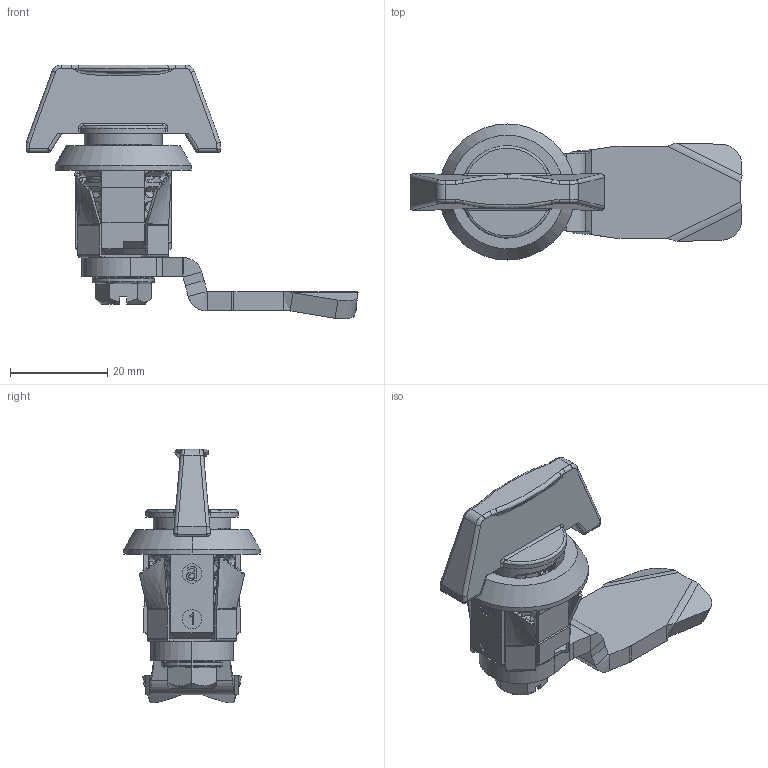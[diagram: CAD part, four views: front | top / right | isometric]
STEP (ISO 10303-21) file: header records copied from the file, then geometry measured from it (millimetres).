
FILE_DESCRIPTION (( 'STEP AP203' ), '1' );
FILE_NAME ('KY19.K.1.2.64.0 KLÝPSLÝ KROM.STEP', '2022-05-30T06:36:02', ( '' ), ( '' ), 'SwSTEP 2.0', 'SolidWorks 2021', '' );
FILE_SCHEMA (( 'CONFIG_CONTROL_DESIGN' ));
Length unit declared in the file: millimetre
Products named in the file (1): KY19.K.1.2.64.0 KLÝPSLÝ KROM
Bounding box: 68.31 x 28 x 52.25 mm (x, y, z)
Surface area: 9652.5 mm2 (no closed solid volume)
Topology: 0 solids, 29 shells, 533 faces, 1577 edges, 1038 vertices
Faces by surface type: plane 230, bspline 130, cylinder 87, cone 72, sphere 8, torus 6
Entity records: 24223 total; most frequent: CARTESIAN_POINT 11899, ORIENTED_EDGE 2654, DIRECTION 1945, EDGE_CURVE 1569, VERTEX_POINT 1038, VECTOR 663, LINE 663, AXIS2_PLACEMENT_3D 641
